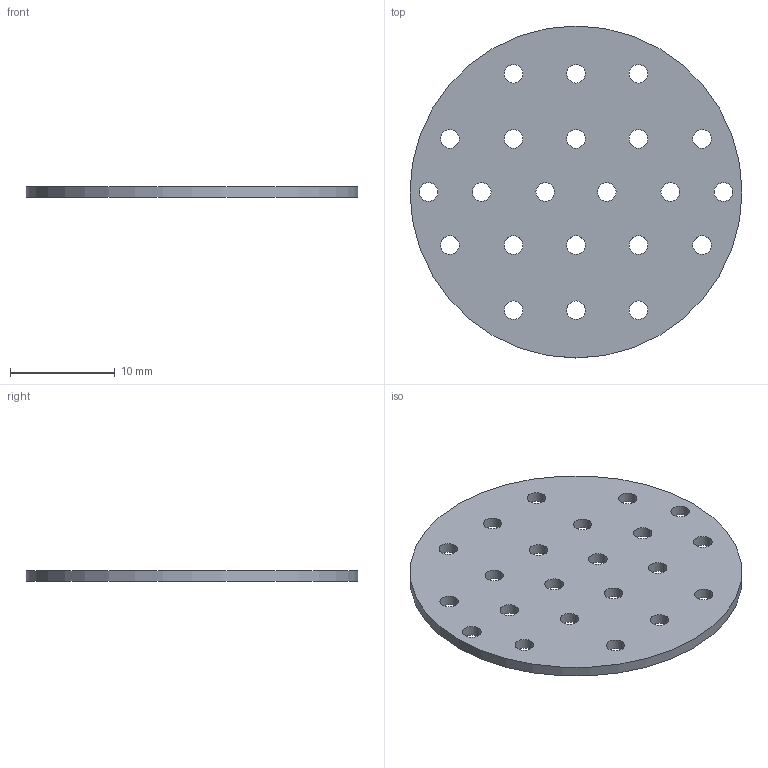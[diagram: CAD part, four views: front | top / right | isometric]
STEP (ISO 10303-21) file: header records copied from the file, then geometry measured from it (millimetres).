
FILE_DESCRIPTION(/* description */ ('STEP AP203'),/* implementation_level */ '2;1');
FILE_NAME(/* name */ 'CS-AL20-L.stp',/* time_stamp */ '2017-03-14T12:40:50+00:00',/* author */ ('paul'),/* organization */ (''),/* preprocessor_version */ 'ST-DEVELOPER v16.5',/* originating_system */ 'Autodesk Inventor 2017',/* authorisation */ '');
FILE_SCHEMA (('AUTOMOTIVE_DESIGN { 1 0 10303 214 3 1 1 }'));
Length unit declared in the file: inch
Products named in the file (1): A0207-1-C
Bounding box: 31.75 x 31.75 x 1.02 mm (x, y, z)
Volume: 748.9 mm3; surface area: 1700.4 mm2
Topology: 1 solids, 1 shells, 25 faces, 69 edges, 46 vertices
Faces by surface type: cylinder 23, plane 2
Full cylindrical faces by diameter (mm): 1.778 x22, 31.75 x1
Entity records: 834 total; most frequent: DIRECTION 144, CARTESIAN_POINT 118, EDGE_LOOP 92, ORIENTED_EDGE 92, AXIS2_PLACEMENT_3D 72, FACE_BOUND 67, CIRCLE 46, VERTEX_POINT 46
